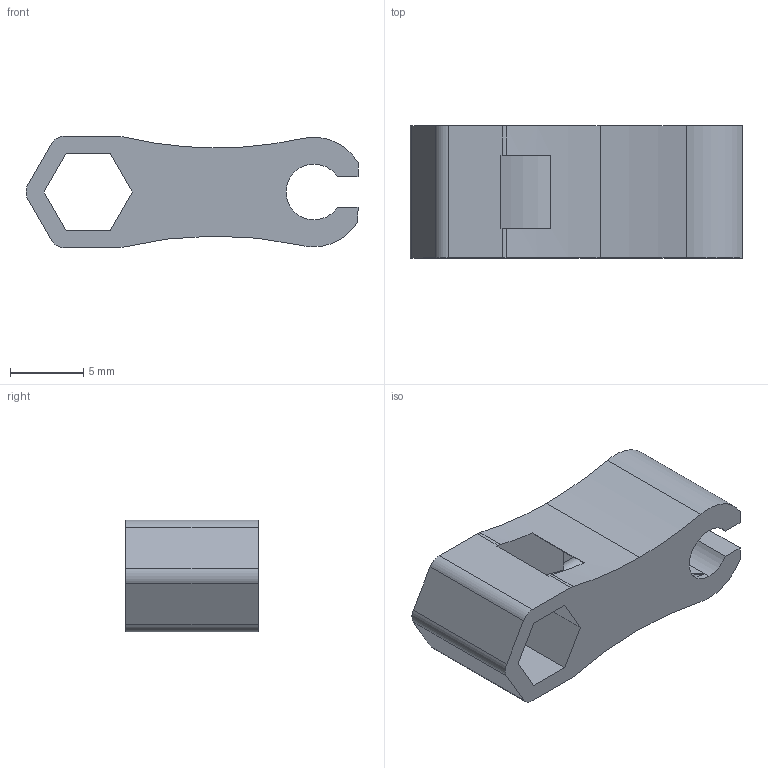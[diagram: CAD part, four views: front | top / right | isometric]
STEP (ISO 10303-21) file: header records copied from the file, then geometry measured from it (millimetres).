
FILE_DESCRIPTION (( 'STEP AP214' ), '1' );
FILE_NAME ('TracerStandoffMount.STEP', '2022-02-04T01:18:00', ( '' ), ( '' ), 'SwSTEP 2.0', 'SolidWorks 2020', '' );
FILE_SCHEMA (( 'AUTOMOTIVE_DESIGN' ));
Length unit declared in the file: millimetre
Products named in the file (1): TracerStandoffMount
Bounding box: 22.62 x 9 x 7.6 mm (x, y, z)
Volume: 777.5 mm3; surface area: 1141.1 mm2
Topology: 1 solids, 1 shells, 52 faces, 145 edges, 90 vertices
Faces by surface type: plane 24, cylinder 22, bspline 4, torus 2
Entity records: 1835 total; most frequent: CARTESIAN_POINT 472, ORIENTED_EDGE 282, DIRECTION 279, EDGE_CURVE 141, AXIS2_PLACEMENT_3D 97, VERTEX_POINT 90, VECTOR 85, LINE 85
